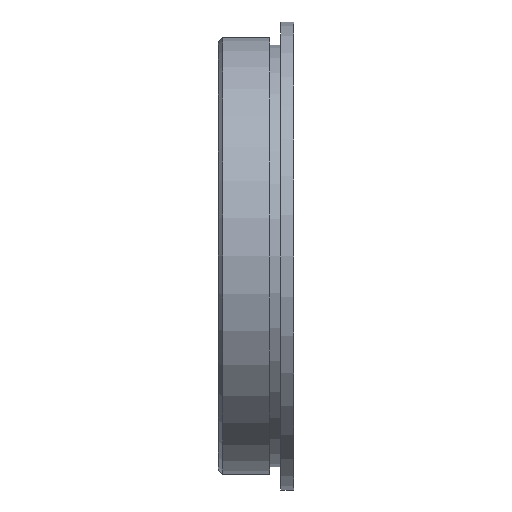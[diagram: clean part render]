
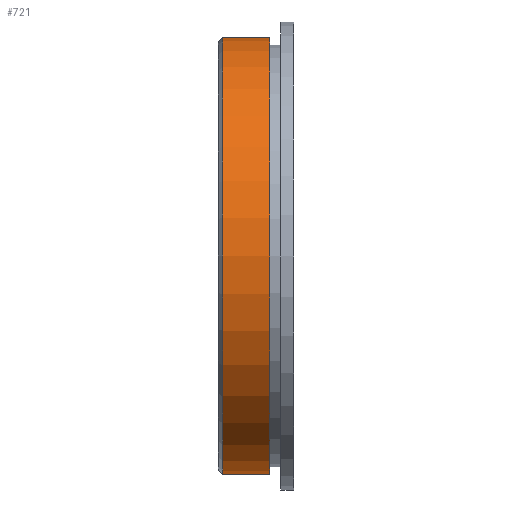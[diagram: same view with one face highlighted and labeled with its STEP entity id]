
A CAD part, left-side view. The second image highlights one B-rep face of the part: STEP entity #721.
In plain terms, the highlighted cylindrical face has radius 25.845 mm (diameter 51.689 mm), a partial arc.
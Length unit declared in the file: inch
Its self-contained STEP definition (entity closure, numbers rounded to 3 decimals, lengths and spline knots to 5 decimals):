
#721 = ADVANCED_FACE ( 'NONE', ( #17538 ), #26083, .T. ) ;
#1265 = CARTESIAN_POINT ( 'NONE',  ( 0., 0.33, 1.0175 ) ) ;
#1385 = ORIENTED_EDGE ( 'NONE', *, *, #13456, .T. ) ;
#6026 = LINE ( 'NONE', #27635, #23794 ) ;
#8562 = EDGE_CURVE ( 'NONE', #25460, #11382, #25774, .T. ) ;
#9786 = CARTESIAN_POINT ( 'NONE',  ( 0., 0.11, 0. ) ) ;
#10657 = VERTEX_POINT ( 'NONE', #14368 ) ;
#10715 = CARTESIAN_POINT ( 'NONE',  ( 0., 0.11, -1.0175 ) ) ;
#11368 = DIRECTION ( 'NONE',  ( 0., -1., 0. ) ) ;
#11382 = VERTEX_POINT ( 'NONE', #10715 ) ;
#11533 = EDGE_CURVE ( 'NONE', #29898, #25460, #6026, .T. ) ;
#11835 = DIRECTION ( 'NONE',  ( 0., -1., 0. ) ) ;
#13456 = EDGE_CURVE ( 'NONE', #10657, #11382, #28868, .T. ) ;
#14368 = CARTESIAN_POINT ( 'NONE',  ( 0., 0.33, -1.0175 ) ) ;
#14475 = AXIS2_PLACEMENT_3D ( 'NONE', #9786, #11835, #23939 ) ;
#16506 = ORIENTED_EDGE ( 'NONE', *, *, #11533, .F. ) ;
#17232 = EDGE_LOOP ( 'NONE', ( #16506, #21040, #1385, #28118 ) ) ;
#17538 = FACE_OUTER_BOUND ( 'NONE', #17232, .T. ) ;
#18057 = DIRECTION ( 'NONE',  ( 0., 0., -1. ) ) ;
#18084 = CARTESIAN_POINT ( 'NONE',  ( 0., 0., -1.0175 ) ) ;
#18823 = CIRCLE ( 'NONE', #18831, 1.0175 ) ;
#18831 = AXIS2_PLACEMENT_3D ( 'NONE', #29644, #25114, #29948 ) ;
#18842 = VECTOR ( 'NONE', #27613, 39.37008 ) ;
#19277 = EDGE_CURVE ( 'NONE', #29898, #10657, #18823, .T. ) ;
#20566 = CARTESIAN_POINT ( 'NONE',  ( 0., 0.11, 1.0175 ) ) ;
#21040 = ORIENTED_EDGE ( 'NONE', *, *, #19277, .T. ) ;
#23794 = VECTOR ( 'NONE', #27930, 39.37008 ) ;
#23939 = DIRECTION ( 'NONE',  ( 0., 0., -1. ) ) ;
#25114 = DIRECTION ( 'NONE',  ( 0., -1., 0. ) ) ;
#25460 = VERTEX_POINT ( 'NONE', #20566 ) ;
#25526 = CARTESIAN_POINT ( 'NONE',  ( 0., 0., 0. ) ) ;
#25774 = CIRCLE ( 'NONE', #14475, 1.0175 ) ;
#26083 = CYLINDRICAL_SURFACE ( 'NONE', #30374, 1.0175 ) ;
#27613 = DIRECTION ( 'NONE',  ( 0., -1., 0. ) ) ;
#27635 = CARTESIAN_POINT ( 'NONE',  ( 0., 0., 1.0175 ) ) ;
#27930 = DIRECTION ( 'NONE',  ( 0., -1., 0. ) ) ;
#28118 = ORIENTED_EDGE ( 'NONE', *, *, #8562, .F. ) ;
#28868 = LINE ( 'NONE', #18084, #18842 ) ;
#29644 = CARTESIAN_POINT ( 'NONE',  ( 0., 0.33, 0. ) ) ;
#29898 = VERTEX_POINT ( 'NONE', #1265 ) ;
#29948 = DIRECTION ( 'NONE',  ( 0., 0., 1. ) ) ;
#30374 = AXIS2_PLACEMENT_3D ( 'NONE', #25526, #11368, #18057 ) ;
